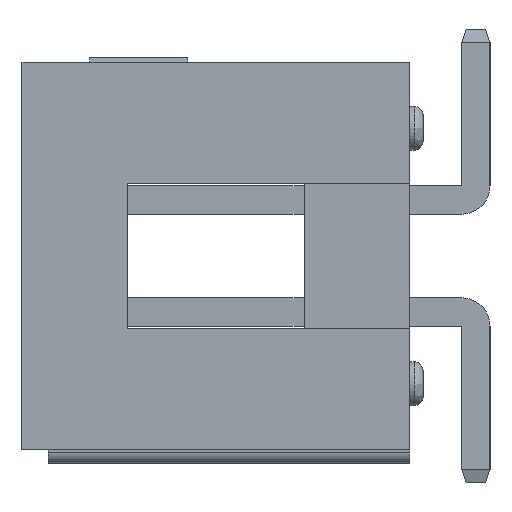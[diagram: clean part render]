
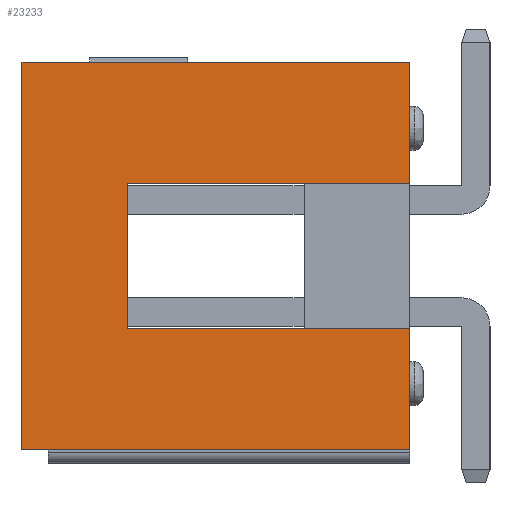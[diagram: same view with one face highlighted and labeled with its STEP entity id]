
A CAD part, left-side view. The second image highlights one B-rep face of the part: STEP entity #23233.
In plain terms, the highlighted planar face has unit normal (-1, 0, 0).
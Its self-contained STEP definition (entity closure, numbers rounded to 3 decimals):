
#528 = VERTEX_POINT ( 'NONE', #2879 ) ;
#637 = CARTESIAN_POINT ( 'NONE',  ( 4.049, 0., 0. ) ) ;
#1328 = VERTEX_POINT ( 'NONE', #25714 ) ;
#1628 = VECTOR ( 'NONE', #16837, 1000. ) ;
#2055 = LINE ( 'NONE', #15941, #1628 ) ;
#2879 = CARTESIAN_POINT ( 'NONE',  ( 4.049, 46.33, -8.8 ) ) ;
#2885 = DIRECTION ( 'NONE',  ( 0., 0., -1. ) ) ;
#2902 = VERTEX_POINT ( 'NONE', #7568 ) ;
#2919 = FACE_OUTER_BOUND ( 'NONE', #4238, .T. ) ;
#3146 = CARTESIAN_POINT ( 'NONE',  ( 4.049, 55.13, 0. ) ) ;
#4238 = EDGE_LOOP ( 'NONE', ( #10499, #15848, #14891, #14074, #13169, #12003, #25501, #11435 ) ) ;
#6026 = DIRECTION ( 'NONE',  ( 0., 1., 0. ) ) ;
#6992 = DIRECTION ( 'NONE',  ( 0., 0., -1. ) ) ;
#7549 = VERTEX_POINT ( 'NONE', #3146 ) ;
#7568 = CARTESIAN_POINT ( 'NONE',  ( 4.049, 46.33, 0. ) ) ;
#7824 = CARTESIAN_POINT ( 'NONE',  ( 4.049, 52.73, 0. ) ) ;
#7833 = VERTEX_POINT ( 'NONE', #17447 ) ;
#8127 = CARTESIAN_POINT ( 'NONE',  ( 4.049, 46.33, -2.75 ) ) ;
#8929 = DIRECTION ( 'NONE',  ( 0., 0., -1. ) ) ;
#9740 = CARTESIAN_POINT ( 'NONE',  ( 4.049, 46.33, -2.75 ) ) ;
#9873 = DIRECTION ( 'NONE',  ( 0., 0., -1. ) ) ;
#10258 = CARTESIAN_POINT ( 'NONE',  ( 4.049, 52.73, -6.05 ) ) ;
#10499 = ORIENTED_EDGE ( 'NONE', *, *, #18245, .F. ) ;
#10974 = PLANE ( 'NONE',  #25619 ) ;
#11010 = VECTOR ( 'NONE', #13577, 1000. ) ;
#11337 = VERTEX_POINT ( 'NONE', #25676 ) ;
#11435 = ORIENTED_EDGE ( 'NONE', *, *, #18454, .F. ) ;
#12003 = ORIENTED_EDGE ( 'NONE', *, *, #18288, .F. ) ;
#12008 = VERTEX_POINT ( 'NONE', #23932 ) ;
#13169 = ORIENTED_EDGE ( 'NONE', *, *, #20298, .F. ) ;
#13577 = DIRECTION ( 'NONE',  ( 0., -1., 0. ) ) ;
#14074 = ORIENTED_EDGE ( 'NONE', *, *, #20763, .F. ) ;
#14134 = VECTOR ( 'NONE', #9873, 1000. ) ;
#14408 = EDGE_CURVE ( 'NONE', #7549, #2902, #2055, .T. ) ;
#14506 = DIRECTION ( 'NONE',  ( 0., 1., 0. ) ) ;
#14589 = CARTESIAN_POINT ( 'NONE',  ( 4.049, 55.13, -8.8 ) ) ;
#14648 = LINE ( 'NONE', #7824, #14134 ) ;
#14891 = ORIENTED_EDGE ( 'NONE', *, *, #21116, .F. ) ;
#15013 = LINE ( 'NONE', #14589, #15146 ) ;
#15084 = DIRECTION ( 'NONE',  ( 1., 0., 0. ) ) ;
#15146 = VECTOR ( 'NONE', #14506, 1000. ) ;
#15467 = LINE ( 'NONE', #9740, #16078 ) ;
#15848 = ORIENTED_EDGE ( 'NONE', *, *, #18285, .F. ) ;
#15941 = CARTESIAN_POINT ( 'NONE',  ( 4.049, 0., 0. ) ) ;
#16031 = LINE ( 'NONE', #8127, #16224 ) ;
#16078 = VECTOR ( 'NONE', #8929, 1000. ) ;
#16224 = VECTOR ( 'NONE', #6992, 1000. ) ;
#16652 = VECTOR ( 'NONE', #6026, 1000. ) ;
#16833 = LINE ( 'NONE', #18064, #16652 ) ;
#16837 = DIRECTION ( 'NONE',  ( 0., -1., 0. ) ) ;
#17447 = CARTESIAN_POINT ( 'NONE',  ( 4.049, 52.73, -2.75 ) ) ;
#18064 = CARTESIAN_POINT ( 'NONE',  ( 4.049, 0., -2.75 ) ) ;
#18245 = EDGE_CURVE ( 'NONE', #528, #12008, #15013, .T. ) ;
#18285 = EDGE_CURVE ( 'NONE', #1328, #528, #15467, .T. ) ;
#18288 = EDGE_CURVE ( 'NONE', #2902, #11337, #16031, .T. ) ;
#18454 = EDGE_CURVE ( 'NONE', #12008, #7549, #19540, .T. ) ;
#19540 = LINE ( 'NONE', #23278, #19603 ) ;
#19603 = VECTOR ( 'NONE', #23330, 1000. ) ;
#20298 = EDGE_CURVE ( 'NONE', #11337, #7833, #16833, .T. ) ;
#20763 = EDGE_CURVE ( 'NONE', #7833, #21917, #14648, .T. ) ;
#21116 = EDGE_CURVE ( 'NONE', #21917, #1328, #23513, .T. ) ;
#21917 = VERTEX_POINT ( 'NONE', #10258 ) ;
#23233 = ADVANCED_FACE ( 'NONE', ( #2919 ), #10974, .F. ) ;
#23278 = CARTESIAN_POINT ( 'NONE',  ( 4.049, 55.13, -8.8 ) ) ;
#23330 = DIRECTION ( 'NONE',  ( 0., 0., 1. ) ) ;
#23513 = LINE ( 'NONE', #24944, #11010 ) ;
#23932 = CARTESIAN_POINT ( 'NONE',  ( 4.049, 55.13, -8.8 ) ) ;
#24944 = CARTESIAN_POINT ( 'NONE',  ( 4.049, 0., -6.05 ) ) ;
#25501 = ORIENTED_EDGE ( 'NONE', *, *, #14408, .F. ) ;
#25619 = AXIS2_PLACEMENT_3D ( 'NONE', #637, #15084, #2885 ) ;
#25676 = CARTESIAN_POINT ( 'NONE',  ( 4.049, 46.33, -2.75 ) ) ;
#25714 = CARTESIAN_POINT ( 'NONE',  ( 4.049, 46.33, -6.05 ) ) ;
